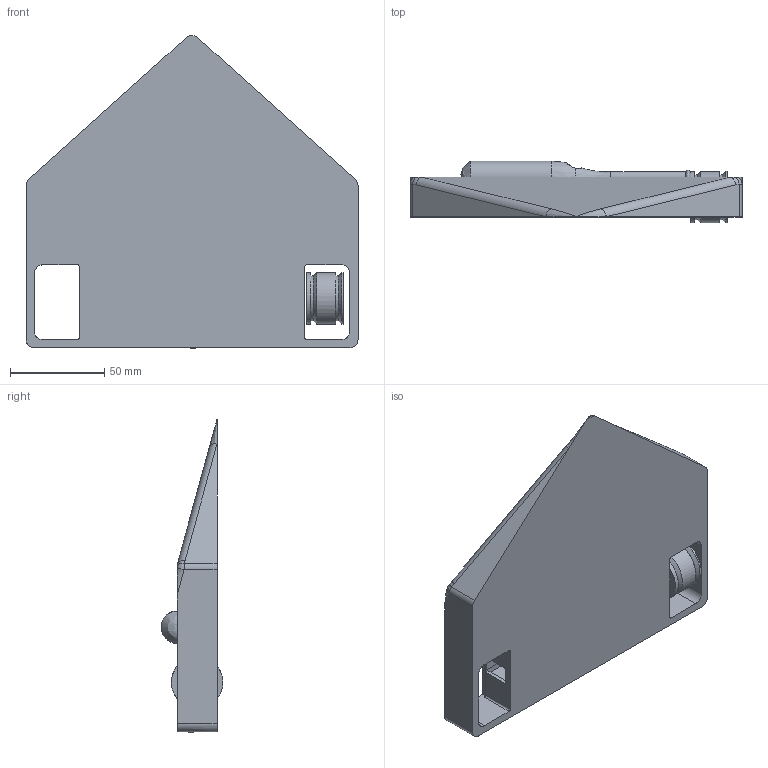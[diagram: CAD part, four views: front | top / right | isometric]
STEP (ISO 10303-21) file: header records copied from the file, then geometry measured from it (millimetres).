
FILE_DESCRIPTION(('FreeCAD Model'),'2;1');
FILE_NAME('Open CASCADE Shape Model','2025-05-02T15:12:41',('FreeCAD'),( 'FreeCAD'),'Open CASCADE STEP processor 7.6','FreeCAD','Unknown');
FILE_SCHEMA(('AUTOMOTIVE_DESIGN { 1 0 10303 214 1 1 1 1 }'));
Products named in the file (1): Open CASCADE STEP translator 7.6 1
Bounding box: 176.27 x 32.8 x 166.33 mm (x, y, z)
Volume: 283230.4 mm3; surface area: 132225.1 mm2
Topology: 65 solids, 65 shells, 2993 faces, 7770 edges, 5015 vertices
Faces by surface type: bspline 2993
Entity records: 109647 total; most frequent: CARTESIAN_POINT 63960, ORIENTED_EDGE 15512, EDGE_CURVE 7756, B_SPLINE_CURVE_WITH_KNOTS 5842, VERTEX_POINT 5015, FACE_BOUND 3255, EDGE_LOOP 3255, ADVANCED_FACE 2993
